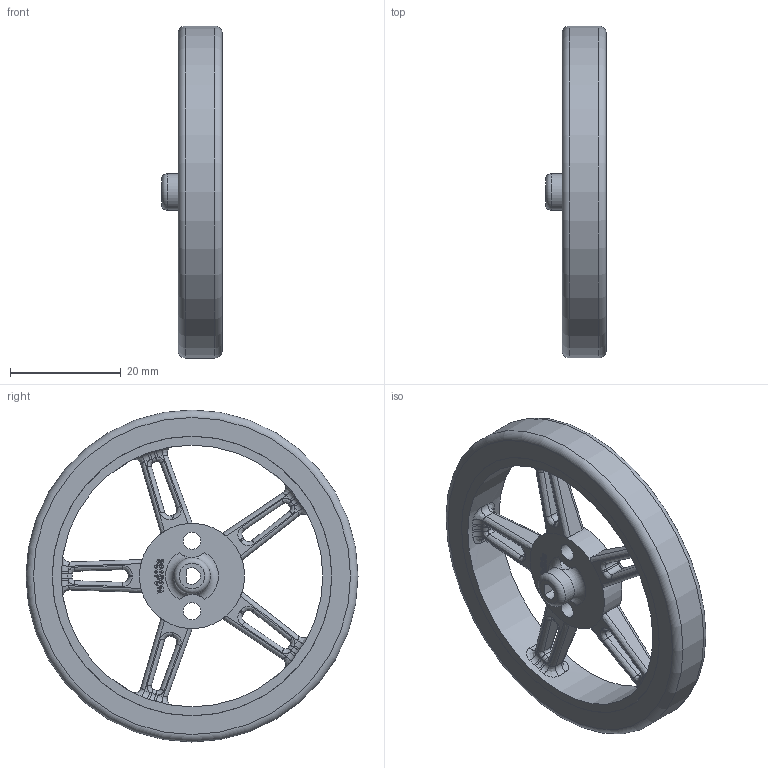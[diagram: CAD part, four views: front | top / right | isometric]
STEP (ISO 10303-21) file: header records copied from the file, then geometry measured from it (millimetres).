
FILE_DESCRIPTION (( 'STEP AP214' ), '1' );
FILE_NAME ('pololu-wheel-60×8mm-yellow.step', '2017-06-01T21:59:40', ( '' ), ( '' ), 'SwSTEP 2.0', 'SolidWorks 2016', '' );
FILE_SCHEMA (( 'AUTOMOTIVE_DESIGN' ));
Length unit declared in the file: millimetre
Products named in the file (1): pololu-wheel-60×8mm-yellow
Bounding box: 11 x 60 x 60 mm (x, y, z)
Volume: 10786.4 mm3; surface area: 7762.4 mm2
Topology: 1 solids, 1 shells, 510 faces, 1303 edges, 808 vertices
Faces by surface type: bspline 178, plane 109, cone 109, cylinder 59, torus 55
Full cylindrical faces by diameter (mm): 3.099 x2, 6.6 x1, 47.3 x1, 50.5 x2, 50.52 x2, 50.54 x2, 60 x1
Entity records: 21965 total; most frequent: CARTESIAN_POINT 10855, ORIENTED_EDGE 2570, DIRECTION 1907, EDGE_CURVE 1285, AXIS2_PLACEMENT_3D 833, VERTEX_POINT 804, EDGE_LOOP 563, B_SPLINE_CURVE_WITH_KNOTS 544
